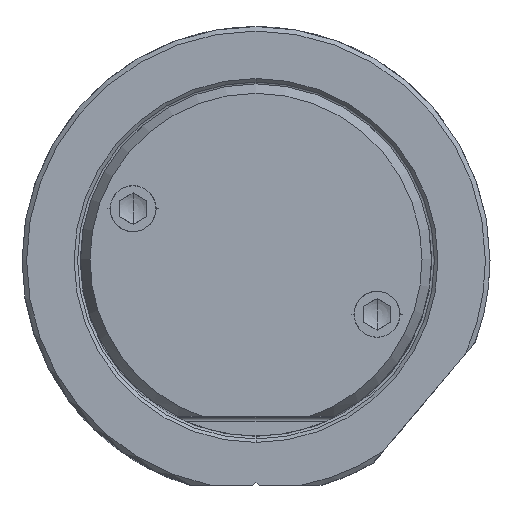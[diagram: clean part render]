
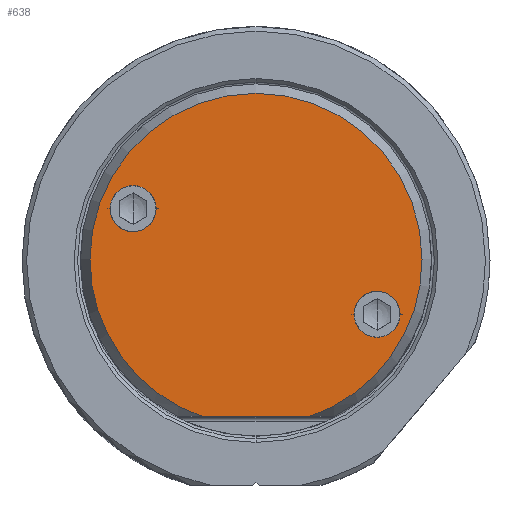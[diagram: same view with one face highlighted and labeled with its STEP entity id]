
A CAD part, top view. The second image highlights one B-rep face of the part: STEP entity #638.
In plain terms, the highlighted planar face has unit normal (0, 0, 1).
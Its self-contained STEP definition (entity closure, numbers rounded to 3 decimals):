
#194=PLANE('',#5804);
#638=ADVANCED_FACE('',(#934,#935,#936),#194,.T.);
#934=FACE_BOUND('',#1071,.T.);
#935=FACE_BOUND('',#1072,.T.);
#936=FACE_BOUND('',#1073,.T.);
#1071=EDGE_LOOP('',(#2947,#2948,#2949,#2950));
#1072=EDGE_LOOP('',(#2951,#2952,#2953,#2954));
#1073=EDGE_LOOP('',(#2955,#2956,#2957,#2958));
#1378=CIRCLE('',#5792,18.022);
#1379=CIRCLE('',#5793,18.022);
#1380=CIRCLE('',#5794,18.022);
#1381=CIRCLE('',#5796,2.5);
#1382=CIRCLE('',#5798,2.5);
#1383=CIRCLE('',#5799,2.5);
#1384=CIRCLE('',#5801,2.5);
#1385=CIRCLE('',#5802,2.5);
#1386=CIRCLE('',#5803,2.5);
#1593=ELLIPSE('',#5797,2.005,2.);
#1594=ELLIPSE('',#5800,2.005,2.);
#1729=LINE('',#12643,#2035);
#2035=VECTOR('',#6837,1.);
#2947=ORIENTED_EDGE('',*,*,#4812,.T.);
#2948=ORIENTED_EDGE('',*,*,#4811,.T.);
#2949=ORIENTED_EDGE('',*,*,#4808,.T.);
#2950=ORIENTED_EDGE('',*,*,#4813,.T.);
#2951=ORIENTED_EDGE('',*,*,#4814,.T.);
#2952=ORIENTED_EDGE('',*,*,#4815,.F.);
#2953=ORIENTED_EDGE('',*,*,#4816,.T.);
#2954=ORIENTED_EDGE('',*,*,#4817,.T.);
#2955=ORIENTED_EDGE('',*,*,#4818,.F.);
#2956=ORIENTED_EDGE('',*,*,#4819,.T.);
#2957=ORIENTED_EDGE('',*,*,#4820,.T.);
#2958=ORIENTED_EDGE('',*,*,#4821,.T.);
#4142=VERTEX_POINT('',#12644);
#4143=VERTEX_POINT('',#12645);
#4144=VERTEX_POINT('',#12656);
#4145=VERTEX_POINT('',#12658);
#4146=VERTEX_POINT('',#12662);
#4147=VERTEX_POINT('',#12663);
#4148=VERTEX_POINT('',#12665);
#4149=VERTEX_POINT('',#12667);
#4150=VERTEX_POINT('',#12670);
#4151=VERTEX_POINT('',#12671);
#4152=VERTEX_POINT('',#12673);
#4153=VERTEX_POINT('',#12675);
#4808=EDGE_CURVE('',#4142,#4143,#1729,.T.);
#4811=EDGE_CURVE('',#4144,#4142,#1378,.T.);
#4812=EDGE_CURVE('',#4145,#4144,#1379,.T.);
#4813=EDGE_CURVE('',#4143,#4145,#1380,.T.);
#4814=EDGE_CURVE('',#4146,#4147,#1381,.T.);
#4815=EDGE_CURVE('',#4148,#4147,#1593,.T.);
#4816=EDGE_CURVE('',#4148,#4149,#1382,.T.);
#4817=EDGE_CURVE('',#4149,#4146,#1383,.T.);
#4818=EDGE_CURVE('',#4150,#4151,#1594,.T.);
#4819=EDGE_CURVE('',#4150,#4152,#1384,.T.);
#4820=EDGE_CURVE('',#4152,#4153,#1385,.T.);
#4821=EDGE_CURVE('',#4153,#4151,#1386,.T.);
#5792=AXIS2_PLACEMENT_3D('',#12655,#6840,#6841);
#5793=AXIS2_PLACEMENT_3D('',#12657,#6842,#6843);
#5794=AXIS2_PLACEMENT_3D('',#12659,#6844,#6845);
#5796=AXIS2_PLACEMENT_3D('',#12661,#6848,#6849);
#5797=AXIS2_PLACEMENT_3D('',#12664,#6850,#6851);
#5798=AXIS2_PLACEMENT_3D('',#12666,#6852,#6853);
#5799=AXIS2_PLACEMENT_3D('',#12668,#6854,#6855);
#5800=AXIS2_PLACEMENT_3D('',#12669,#6856,#6857);
#5801=AXIS2_PLACEMENT_3D('',#12672,#6858,#6859);
#5802=AXIS2_PLACEMENT_3D('',#12674,#6860,#6861);
#5803=AXIS2_PLACEMENT_3D('',#12676,#6862,#6863);
#5804=AXIS2_PLACEMENT_3D('',#12677,#6864,#6865);
#6837=DIRECTION('',(1.,0.,0.));
#6840=DIRECTION('',(0.,0.,1.));
#6841=DIRECTION('',(-1.,0.,0.));
#6842=DIRECTION('',(0.,0.,1.));
#6843=DIRECTION('',(1.,0.,0.));
#6844=DIRECTION('',(0.,0.,1.));
#6845=DIRECTION('',(0.324,-0.946,0.));
#6848=DIRECTION('',(0.,0.,-1.));
#6849=DIRECTION('',(1.,0.,0.));
#6850=DIRECTION('',(0.,0.,1.));
#6851=DIRECTION('',(0.954,0.3,0.));
#6852=DIRECTION('',(0.,0.,-1.));
#6853=DIRECTION('',(-0.906,-0.424,0.));
#6854=DIRECTION('',(0.,0.,-1.));
#6855=DIRECTION('',(-1.,0.,0.));
#6856=DIRECTION('',(0.,0.,1.));
#6857=DIRECTION('',(-0.964,-0.267,0.));
#6858=DIRECTION('',(0.,0.,-1.));
#6859=DIRECTION('',(0.92,0.392,0.));
#6860=DIRECTION('',(0.,0.,-1.));
#6861=DIRECTION('',(1.,0.,0.));
#6862=DIRECTION('',(0.,0.,-1.));
#6863=DIRECTION('',(-1.,0.,0.));
#6864=DIRECTION('',(0.,0.,1.));
#6865=DIRECTION('',(1.,0.,0.));
#12643=CARTESIAN_POINT('',(-5.839,-17.05,69.85));
#12644=CARTESIAN_POINT('',(-5.839,-17.05,69.85));
#12645=CARTESIAN_POINT('',(5.839,-17.05,69.85));
#12655=CARTESIAN_POINT('',(0.,0.,69.85));
#12656=CARTESIAN_POINT('',(-18.022,0.,69.85));
#12657=CARTESIAN_POINT('',(0.,0.,69.85));
#12658=CARTESIAN_POINT('',(18.022,0.,69.85));
#12659=CARTESIAN_POINT('',(0.,0.,69.85));
#12661=CARTESIAN_POINT('',(-13.342,5.502,69.85));
#12662=CARTESIAN_POINT('',(-10.842,5.502,69.85));
#12663=CARTESIAN_POINT('',(-15.285,3.929,69.85));
#12664=CARTESIAN_POINT('',(-13.765,5.234,69.85));
#12665=CARTESIAN_POINT('',(-15.606,4.442,69.85));
#12666=CARTESIAN_POINT('',(-13.342,5.502,69.85));
#12667=CARTESIAN_POINT('',(-15.842,5.502,69.85));
#12668=CARTESIAN_POINT('',(-13.342,5.502,69.85));
#12669=CARTESIAN_POINT('',(13.573,-5.712,69.85));
#12670=CARTESIAN_POINT('',(15.442,-4.984,69.85));
#12671=CARTESIAN_POINT('',(15.139,-4.46,69.85));
#12672=CARTESIAN_POINT('',(13.142,-5.964,69.85));
#12673=CARTESIAN_POINT('',(15.642,-5.964,69.85));
#12674=CARTESIAN_POINT('',(13.142,-5.964,69.85));
#12675=CARTESIAN_POINT('',(10.642,-5.964,69.85));
#12676=CARTESIAN_POINT('',(13.142,-5.964,69.85));
#12677=CARTESIAN_POINT('',(0.,0.486,69.85));
